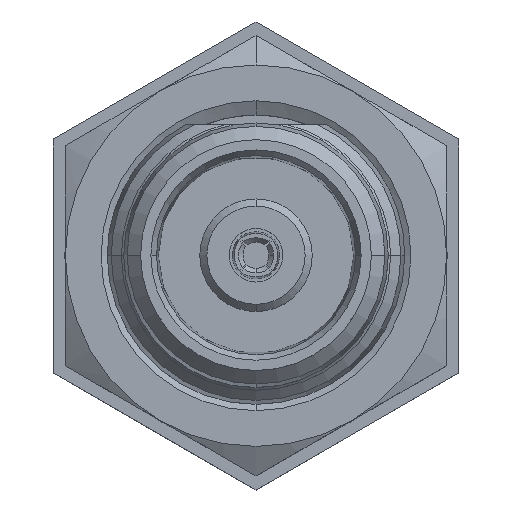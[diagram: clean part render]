
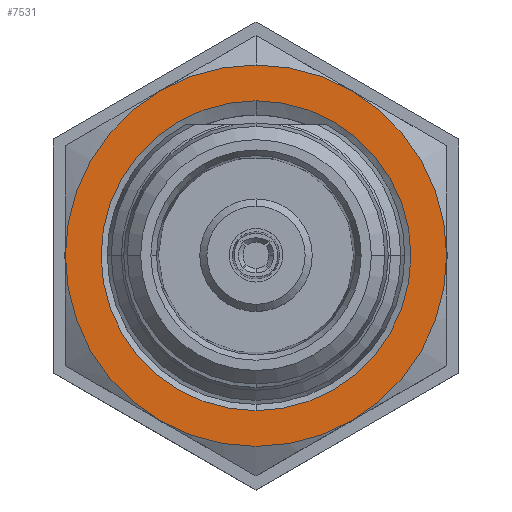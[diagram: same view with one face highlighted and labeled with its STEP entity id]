
A CAD part, top view. The second image highlights one B-rep face of the part: STEP entity #7531.
In plain terms, the highlighted planar face has unit normal (0, 0, 1).
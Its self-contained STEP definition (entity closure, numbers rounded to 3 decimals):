
#694 = EDGE_CURVE ( 'NONE', #10692, #10693, #3492, .T. ) ;
#1658 = CIRCLE ( 'NONE', #1663, 6.5 ) ;
#1663 = AXIS2_PLACEMENT_3D ( 'NONE', #7362, #7363, #7364 ) ;
#2306 = CARTESIAN_POINT ( 'NONE',  ( 4., -6.928, -3.55 ) ) ;
#2308 = CARTESIAN_POINT ( 'NONE',  ( 8., 0., -3.55 ) ) ;
#2312 = CARTESIAN_POINT ( 'NONE',  ( -4., -6.928, -3.55 ) ) ;
#2314 = CARTESIAN_POINT ( 'NONE',  ( -8., 0., -3.55 ) ) ;
#2322 = CARTESIAN_POINT ( 'NONE',  ( 4., 6.928, -3.55 ) ) ;
#2464 = DIRECTION ( 'NONE',  ( 0., -1., 0. ) ) ;
#2465 = DIRECTION ( 'NONE',  ( 0., 0., -1. ) ) ;
#2467 = CARTESIAN_POINT ( 'NONE',  ( 0., 0., -3.55 ) ) ;
#3191 = VERTEX_POINT ( 'NONE', #2322 ) ;
#3202 = VERTEX_POINT ( 'NONE', #2314 ) ;
#3204 = VERTEX_POINT ( 'NONE', #2312 ) ;
#3208 = VERTEX_POINT ( 'NONE', #2308 ) ;
#3210 = VERTEX_POINT ( 'NONE', #2306 ) ;
#3300 = AXIS2_PLACEMENT_3D ( 'NONE', #3701, #3696, #3688 ) ;
#3317 = AXIS2_PLACEMENT_3D ( 'NONE', #3758, #3745, #3718 ) ;
#3323 = CIRCLE ( 'NONE', #3362, 8. ) ;
#3324 = CIRCLE ( 'NONE', #3317, 8. ) ;
#3348 = AXIS2_PLACEMENT_3D ( 'NONE', #3635, #3625, #3621 ) ;
#3351 = CIRCLE ( 'NONE', #3300, 8. ) ;
#3352 = CIRCLE ( 'NONE', #3354, 8. ) ;
#3354 = AXIS2_PLACEMENT_3D ( 'NONE', #3677, #3674, #3662 ) ;
#3362 = AXIS2_PLACEMENT_3D ( 'NONE', #3794, #3793, #3790 ) ;
#3385 = AXIS2_PLACEMENT_3D ( 'NONE', #3651, #3641, #3639 ) ;
#3428 = CIRCLE ( 'NONE', #3348, 8. ) ;
#3435 = CIRCLE ( 'NONE', #3385, 8. ) ;
#3492 = CIRCLE ( 'NONE', #3493, 6.5 ) ;
#3493 = AXIS2_PLACEMENT_3D ( 'NONE', #2467, #2465, #2464 ) ;
#3621 = DIRECTION ( 'NONE',  ( 0., 1., 0. ) ) ;
#3625 = DIRECTION ( 'NONE',  ( 0., 0., -1. ) ) ;
#3635 = CARTESIAN_POINT ( 'NONE',  ( 0., 0., -3.55 ) ) ;
#3639 = DIRECTION ( 'NONE',  ( 0., 1., 0. ) ) ;
#3641 = DIRECTION ( 'NONE',  ( 0., 0., -1. ) ) ;
#3651 = CARTESIAN_POINT ( 'NONE',  ( 0., 0., -3.55 ) ) ;
#3662 = DIRECTION ( 'NONE',  ( 0., 1., 0. ) ) ;
#3674 = DIRECTION ( 'NONE',  ( 0., 0., -1. ) ) ;
#3677 = CARTESIAN_POINT ( 'NONE',  ( 0., 0., -3.55 ) ) ;
#3688 = DIRECTION ( 'NONE',  ( 0., 1., 0. ) ) ;
#3696 = DIRECTION ( 'NONE',  ( 0., 0., -1. ) ) ;
#3701 = CARTESIAN_POINT ( 'NONE',  ( 0., 0., -3.55 ) ) ;
#3718 = DIRECTION ( 'NONE',  ( 0., 1., 0. ) ) ;
#3745 = DIRECTION ( 'NONE',  ( 0., 0., -1. ) ) ;
#3758 = CARTESIAN_POINT ( 'NONE',  ( 0., 0., -3.55 ) ) ;
#3790 = DIRECTION ( 'NONE',  ( 0., 1., 0. ) ) ;
#3793 = DIRECTION ( 'NONE',  ( 0., 0., -1. ) ) ;
#3794 = CARTESIAN_POINT ( 'NONE',  ( 0., 0., -3.55 ) ) ;
#5160 = CARTESIAN_POINT ( 'NONE',  ( 0., 6.5, -3.55 ) ) ;
#5161 = CARTESIAN_POINT ( 'NONE',  ( 0., -6.5, -3.55 ) ) ;
#5187 = EDGE_CURVE ( 'NONE', #3208, #3210, #3323, .T. ) ;
#5188 = EDGE_CURVE ( 'NONE', #3191, #3208, #3324, .T. ) ;
#5189 = EDGE_CURVE ( 'NONE', #10928, #3191, #3351, .T. ) ;
#5190 = EDGE_CURVE ( 'NONE', #3202, #10927, #3352, .T. ) ;
#5191 = EDGE_CURVE ( 'NONE', #3204, #3202, #3435, .T. ) ;
#5192 = EDGE_CURVE ( 'NONE', #3210, #3204, #3428, .T. ) ;
#5635 = ORIENTED_EDGE ( 'NONE', *, *, #694, .T. ) ;
#5636 = ORIENTED_EDGE ( 'NONE', *, *, #5841, .T. ) ;
#5638 = ORIENTED_EDGE ( 'NONE', *, *, #5187, .F. ) ;
#5639 = ORIENTED_EDGE ( 'NONE', *, *, #5192, .F. ) ;
#5640 = ORIENTED_EDGE ( 'NONE', *, *, #5191, .F. ) ;
#5641 = ORIENTED_EDGE ( 'NONE', *, *, #7462, .F. ) ;
#5642 = ORIENTED_EDGE ( 'NONE', *, *, #5189, .F. ) ;
#5643 = ORIENTED_EDGE ( 'NONE', *, *, #5188, .F. ) ;
#5645 = ORIENTED_EDGE ( 'NONE', *, *, #5190, .F. ) ;
#5841 = EDGE_CURVE ( 'NONE', #10693, #10692, #1658, .T. ) ;
#5916 = CARTESIAN_POINT ( 'NONE',  ( -4., 6.928, -3.55 ) ) ;
#5917 = CARTESIAN_POINT ( 'NONE',  ( 0., 8., -3.55 ) ) ;
#7362 = CARTESIAN_POINT ( 'NONE',  ( 0., 0., -3.55 ) ) ;
#7363 = DIRECTION ( 'NONE',  ( 0., 0., -1. ) ) ;
#7364 = DIRECTION ( 'NONE',  ( 0., -1., 0. ) ) ;
#7462 = EDGE_CURVE ( 'NONE', #10927, #10928, #9782, .T. ) ;
#7531 = ADVANCED_FACE ( 'NONE', ( #8804, #8805 ), #9381, .F. ) ;
#8804 = FACE_OUTER_BOUND ( 'NONE', #11011, .T. ) ;
#8805 = FACE_BOUND ( 'NONE', #11012, .T. ) ;
#9325 = CARTESIAN_POINT ( 'NONE',  ( 0., 0., -3.55 ) ) ;
#9326 = DIRECTION ( 'NONE',  ( 0., 0., -1. ) ) ;
#9327 = DIRECTION ( 'NONE',  ( 0., 1., 0. ) ) ;
#9381 = PLANE ( 'NONE',  #9807 ) ;
#9382 = CARTESIAN_POINT ( 'NONE',  ( 0., 8., -3.55 ) ) ;
#9383 = DIRECTION ( 'NONE',  ( 0., 0., -1. ) ) ;
#9384 = DIRECTION ( 'NONE',  ( 0., 1., 0. ) ) ;
#9782 = CIRCLE ( 'NONE', #9784, 8. ) ;
#9784 = AXIS2_PLACEMENT_3D ( 'NONE', #9325, #9326, #9327 ) ;
#9807 = AXIS2_PLACEMENT_3D ( 'NONE', #9382, #9383, #9384 ) ;
#10692 = VERTEX_POINT ( 'NONE', #5160 ) ;
#10693 = VERTEX_POINT ( 'NONE', #5161 ) ;
#10927 = VERTEX_POINT ( 'NONE', #5916 ) ;
#10928 = VERTEX_POINT ( 'NONE', #5917 ) ;
#11011 = EDGE_LOOP ( 'NONE', ( #5643, #5642, #5641, #5645, #5640, #5639, #5638 ) ) ;
#11012 = EDGE_LOOP ( 'NONE', ( #5636, #5635 ) ) ;
